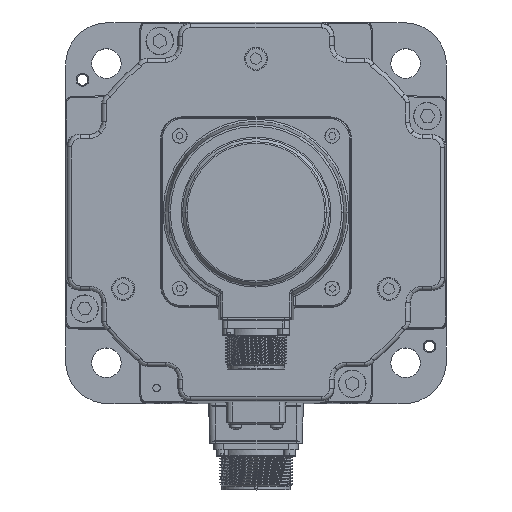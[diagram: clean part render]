
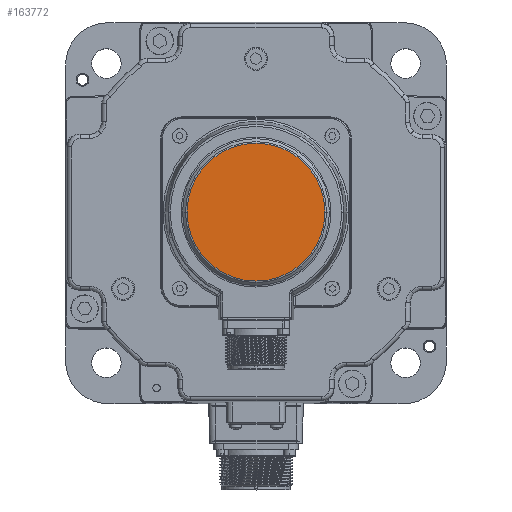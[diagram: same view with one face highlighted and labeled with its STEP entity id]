
A CAD part, top view. The second image highlights one B-rep face of the part: STEP entity #163772.
In plain terms, the highlighted planar face has unit normal (0, 0, 1).
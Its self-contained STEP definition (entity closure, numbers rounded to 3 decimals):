
#1396 = EDGE_CURVE ( 'NONE', #39685, #150580, #89642, .T. ) ;
#9051 = PLANE ( 'NONE',  #80844 ) ;
#33275 = CARTESIAN_POINT ( 'NONE',  ( 0., 0., 90.7 ) ) ;
#33930 = AXIS2_PLACEMENT_3D ( 'NONE', #100810, #62535, #137526 ) ;
#39685 = VERTEX_POINT ( 'NONE', #149327 ) ;
#55091 = AXIS2_PLACEMENT_3D ( 'NONE', #131683, #121591, #81635 ) ;
#62535 = DIRECTION ( 'NONE',  ( 0., 0., 1. ) ) ;
#80844 = AXIS2_PLACEMENT_3D ( 'NONE', #33275, #121574, #98218 ) ;
#81635 = DIRECTION ( 'NONE',  ( -1., 0., 0. ) ) ;
#84899 = FACE_OUTER_BOUND ( 'NONE', #139158, .T. ) ;
#89642 = CIRCLE ( 'NONE', #55091, 32.586 ) ;
#98218 = DIRECTION ( 'NONE',  ( -1., 0., 0. ) ) ;
#99107 = ORIENTED_EDGE ( 'NONE', *, *, #1396, .T. ) ;
#100810 = CARTESIAN_POINT ( 'NONE',  ( 0., 0., 90.7 ) ) ;
#119318 = CARTESIAN_POINT ( 'NONE',  ( -32.586, 0., 90.7 ) ) ;
#121574 = DIRECTION ( 'NONE',  ( 0., 0., 1. ) ) ;
#121591 = DIRECTION ( 'NONE',  ( 0., 0., 1. ) ) ;
#127046 = CIRCLE ( 'NONE', #33930, 32.586 ) ;
#131683 = CARTESIAN_POINT ( 'NONE',  ( 0., 0., 90.7 ) ) ;
#131807 = EDGE_CURVE ( 'NONE', #150580, #39685, #127046, .T. ) ;
#133283 = ORIENTED_EDGE ( 'NONE', *, *, #131807, .T. ) ;
#137526 = DIRECTION ( 'NONE',  ( -1., 0., 0. ) ) ;
#139158 = EDGE_LOOP ( 'NONE', ( #133283, #99107 ) ) ;
#149327 = CARTESIAN_POINT ( 'NONE',  ( 32.586, 0., 90.7 ) ) ;
#150580 = VERTEX_POINT ( 'NONE', #119318 ) ;
#163772 = ADVANCED_FACE ( 'NONE', ( #84899 ), #9051, .T. ) ;
